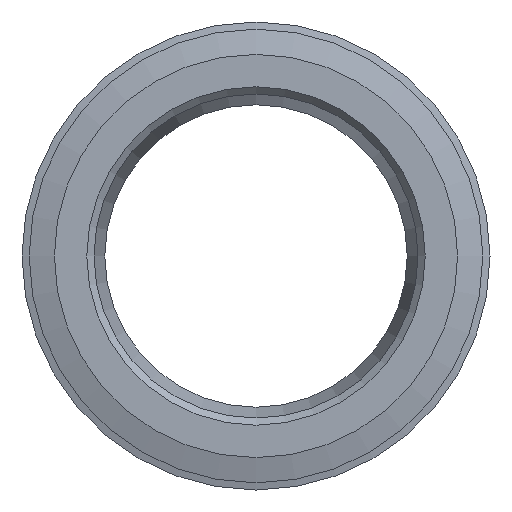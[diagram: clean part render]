
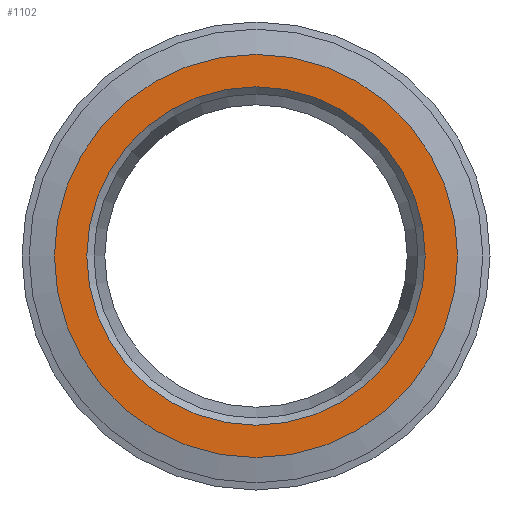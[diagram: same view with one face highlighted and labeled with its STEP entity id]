
A CAD part, left-side view. The second image highlights one B-rep face of the part: STEP entity #1102.
In plain terms, the highlighted planar face has unit normal (-1, 0, 0).
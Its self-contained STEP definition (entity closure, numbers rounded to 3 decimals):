
#123=FACE_BOUND('',#219,.T.);
#138=PLANE('',#1195);
#159=FACE_OUTER_BOUND('',#218,.T.);
#218=EDGE_LOOP('',(#736,#737));
#219=EDGE_LOOP('',(#738));
#296=CIRCLE('',#1192,23.5);
#298=CIRCLE('',#1196,28.);
#299=CIRCLE('',#1197,28.);
#424=VERTEX_POINT('',#1807);
#426=VERTEX_POINT('',#1815);
#427=VERTEX_POINT('',#1816);
#550=EDGE_CURVE('',#424,#424,#296,.T.);
#554=EDGE_CURVE('',#426,#427,#298,.T.);
#555=EDGE_CURVE('',#427,#426,#299,.T.);
#736=ORIENTED_EDGE('',*,*,#554,.T.);
#737=ORIENTED_EDGE('',*,*,#555,.T.);
#738=ORIENTED_EDGE('',*,*,#550,.F.);
#1102=ADVANCED_FACE('',(#159,#123),#138,.T.);
#1192=AXIS2_PLACEMENT_3D('',#1808,#1403,#1404);
#1195=AXIS2_PLACEMENT_3D('',#1814,#1411,#1412);
#1196=AXIS2_PLACEMENT_3D('',#1817,#1413,#1414);
#1197=AXIS2_PLACEMENT_3D('',#1818,#1415,#1416);
#1403=DIRECTION('center_axis',(-1.,0.,0.));
#1404=DIRECTION('ref_axis',(0.,0.,-1.));
#1411=DIRECTION('center_axis',(-1.,0.,0.));
#1412=DIRECTION('ref_axis',(0.,0.,1.));
#1413=DIRECTION('center_axis',(-1.,0.,0.));
#1414=DIRECTION('ref_axis',(0.,-1.,0.));
#1415=DIRECTION('center_axis',(-1.,0.,0.));
#1416=DIRECTION('ref_axis',(0.,-1.,0.));
#1807=CARTESIAN_POINT('',(0.,0.,23.5));
#1808=CARTESIAN_POINT('Origin',(0.,0.,
0.));
#1814=CARTESIAN_POINT('Origin',(0.,-24.5,0.));
#1815=CARTESIAN_POINT('',(0.,-28.,0.));
#1816=CARTESIAN_POINT('',(0.,28.,0.));
#1817=CARTESIAN_POINT('Origin',(0.,0.,
0.));
#1818=CARTESIAN_POINT('Origin',(0.,0.,
0.));
